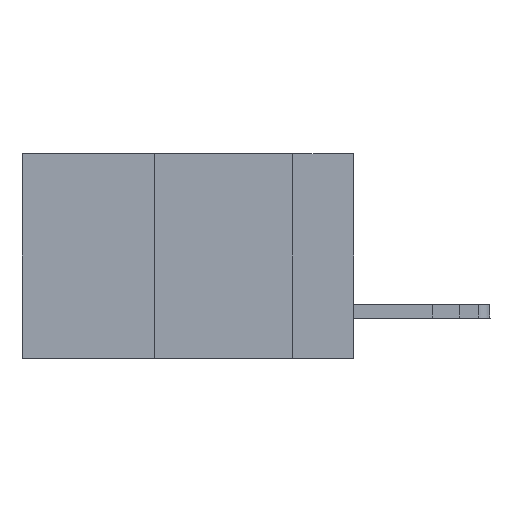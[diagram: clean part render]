
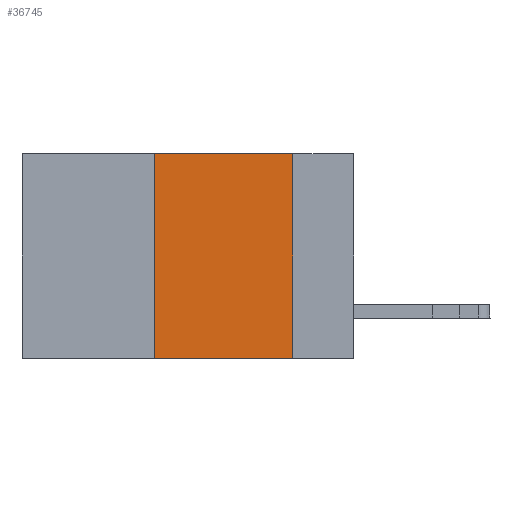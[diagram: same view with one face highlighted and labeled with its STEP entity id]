
A CAD part, left-side view. The second image highlights one B-rep face of the part: STEP entity #36745.
In plain terms, the highlighted planar face has unit normal (-1, 0, 0).
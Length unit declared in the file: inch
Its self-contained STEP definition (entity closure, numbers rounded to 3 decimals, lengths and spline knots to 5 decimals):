
#541 = VECTOR ( 'NONE', #17917, 39.37008 ) ;
#1476 = VECTOR ( 'NONE', #10679, 39.37008 ) ;
#1618 = CARTESIAN_POINT ( 'NONE',  ( 0., 0.11, 0. ) ) ;
#2586 = VERTEX_POINT ( 'NONE', #1618 ) ;
#2600 = VECTOR ( 'NONE', #2639, 39.37008 ) ;
#2639 = DIRECTION ( 'NONE',  ( 0., 0., 1. ) ) ;
#2866 = ORIENTED_EDGE ( 'NONE', *, *, #31757, .F. ) ;
#4718 = ORIENTED_EDGE ( 'NONE', *, *, #32000, .F. ) ;
#10679 = DIRECTION ( 'NONE',  ( 0., 0., -1. ) ) ;
#13225 = EDGE_LOOP ( 'NONE', ( #2866, #4718, #14448, #34903 ) ) ;
#14448 = ORIENTED_EDGE ( 'NONE', *, *, #20550, .F. ) ;
#14639 = VERTEX_POINT ( 'NONE', #25716 ) ;
#14915 = CARTESIAN_POINT ( 'NONE',  ( 0., 0.6, 0. ) ) ;
#15453 = DIRECTION ( 'NONE',  ( 1., 0., 0. ) ) ;
#17254 = EDGE_CURVE ( 'NONE', #28467, #14639, #18630, .T. ) ;
#17917 = DIRECTION ( 'NONE',  ( 0., -1., 0. ) ) ;
#18378 = LINE ( 'NONE', #20444, #2600 ) ;
#18630 = LINE ( 'NONE', #30311, #34413 ) ;
#20444 = CARTESIAN_POINT ( 'NONE',  ( 0., 0.36, 0. ) ) ;
#20550 = EDGE_CURVE ( 'NONE', #28467, #37372, #18378, .T. ) ;
#21362 = DIRECTION ( 'NONE',  ( 0., -1., 0. ) ) ;
#24177 = CARTESIAN_POINT ( 'NONE',  ( 0., 0.36, 0. ) ) ;
#25224 = LINE ( 'NONE', #25527, #1476 ) ;
#25527 = CARTESIAN_POINT ( 'NONE',  ( 0., 0.11, 0. ) ) ;
#25716 = CARTESIAN_POINT ( 'NONE',  ( 0., 0.11, -0.37 ) ) ;
#27090 = CARTESIAN_POINT ( 'NONE',  ( 0., 0.36, -0.37 ) ) ;
#27753 = AXIS2_PLACEMENT_3D ( 'NONE', #36068, #15453, #36183 ) ;
#28467 = VERTEX_POINT ( 'NONE', #27090 ) ;
#30309 = PLANE ( 'NONE',  #27753 ) ;
#30311 = CARTESIAN_POINT ( 'NONE',  ( 0., 0.6, -0.37 ) ) ;
#31757 = EDGE_CURVE ( 'NONE', #2586, #14639, #25224, .T. ) ;
#32000 = EDGE_CURVE ( 'NONE', #37372, #2586, #32225, .T. ) ;
#32225 = LINE ( 'NONE', #14915, #541 ) ;
#34413 = VECTOR ( 'NONE', #21362, 39.37008 ) ;
#34743 = FACE_OUTER_BOUND ( 'NONE', #13225, .T. ) ;
#34903 = ORIENTED_EDGE ( 'NONE', *, *, #17254, .T. ) ;
#36068 = CARTESIAN_POINT ( 'NONE',  ( 0., 0.6, 0. ) ) ;
#36183 = DIRECTION ( 'NONE',  ( 0., 0., -1. ) ) ;
#36745 = ADVANCED_FACE ( 'NONE', ( #34743 ), #30309, .F. ) ;
#37372 = VERTEX_POINT ( 'NONE', #24177 ) ;
